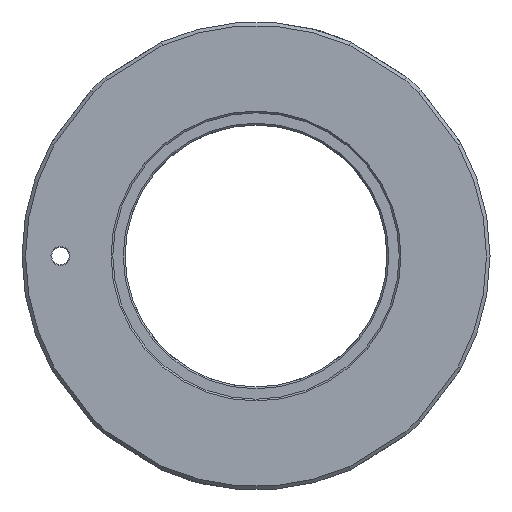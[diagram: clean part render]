
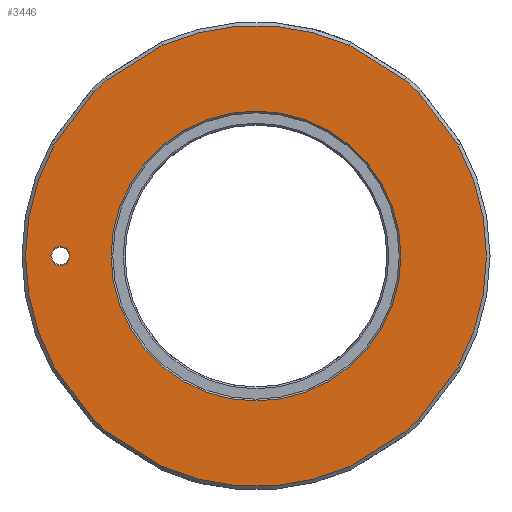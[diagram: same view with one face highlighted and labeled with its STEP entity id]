
A CAD part, front view. The second image highlights one B-rep face of the part: STEP entity #3446.
In plain terms, the highlighted planar face has unit normal (0, -1, 0).
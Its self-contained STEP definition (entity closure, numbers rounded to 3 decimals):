
#167=LINE('',#5216,#336);
#168=LINE('',#5220,#337);
#169=LINE('',#5224,#338);
#170=LINE('',#5228,#339);
#171=LINE('',#5232,#340);
#172=LINE('',#5236,#341);
#173=LINE('',#5240,#342);
#174=LINE('',#5243,#343);
#336=VECTOR('',#4163,10.);
#337=VECTOR('',#4166,10.);
#338=VECTOR('',#4169,10.);
#339=VECTOR('',#4172,10.);
#340=VECTOR('',#4175,10.);
#341=VECTOR('',#4178,10.);
#342=VECTOR('',#4181,10.);
#343=VECTOR('',#4184,10.);
#505=PLANE('',#3710);
#682=FACE_BOUND('',#1087,.T.);
#683=FACE_BOUND('',#1088,.T.);
#831=FACE_OUTER_BOUND('',#1086,.T.);
#1086=EDGE_LOOP('',(#2462,#2463,#2464,#2465,#2466,#2467,#2468,#2469,#2470,
#2471,#2472,#2473,#2474,#2475,#2476,#2477));
#1087=EDGE_LOOP('',(#2478));
#1088=EDGE_LOOP('',(#2479));
#1485=CIRCLE('',#3707,2.7);
#1487=CIRCLE('',#3711,66.);
#1488=CIRCLE('',#3712,66.);
#1489=CIRCLE('',#3713,66.);
#1490=CIRCLE('',#3714,66.);
#1491=CIRCLE('',#3715,66.);
#1492=CIRCLE('',#3716,66.);
#1493=CIRCLE('',#3717,66.);
#1494=CIRCLE('',#3718,66.);
#1495=CIRCLE('',#3719,41.5);
#1659=VERTEX_POINT('',#5206);
#1661=VERTEX_POINT('',#5212);
#1662=VERTEX_POINT('',#5213);
#1663=VERTEX_POINT('',#5215);
#1664=VERTEX_POINT('',#5217);
#1665=VERTEX_POINT('',#5219);
#1666=VERTEX_POINT('',#5221);
#1667=VERTEX_POINT('',#5223);
#1668=VERTEX_POINT('',#5225);
#1669=VERTEX_POINT('',#5227);
#1670=VERTEX_POINT('',#5229);
#1671=VERTEX_POINT('',#5231);
#1672=VERTEX_POINT('',#5233);
#1673=VERTEX_POINT('',#5235);
#1674=VERTEX_POINT('',#5237);
#1675=VERTEX_POINT('',#5239);
#1676=VERTEX_POINT('',#5241);
#1677=VERTEX_POINT('',#5244);
#1998=EDGE_CURVE('',#1659,#1659,#1485,.T.);
#2000=EDGE_CURVE('',#1661,#1662,#1487,.T.);
#2001=EDGE_CURVE('',#1663,#1661,#167,.T.);
#2002=EDGE_CURVE('',#1664,#1663,#1488,.T.);
#2003=EDGE_CURVE('',#1665,#1664,#168,.T.);
#2004=EDGE_CURVE('',#1666,#1665,#1489,.T.);
#2005=EDGE_CURVE('',#1667,#1666,#169,.T.);
#2006=EDGE_CURVE('',#1668,#1667,#1490,.T.);
#2007=EDGE_CURVE('',#1669,#1668,#170,.T.);
#2008=EDGE_CURVE('',#1670,#1669,#1491,.T.);
#2009=EDGE_CURVE('',#1671,#1670,#171,.T.);
#2010=EDGE_CURVE('',#1672,#1671,#1492,.T.);
#2011=EDGE_CURVE('',#1673,#1672,#172,.T.);
#2012=EDGE_CURVE('',#1674,#1673,#1493,.T.);
#2013=EDGE_CURVE('',#1675,#1674,#173,.T.);
#2014=EDGE_CURVE('',#1676,#1675,#1494,.T.);
#2015=EDGE_CURVE('',#1662,#1676,#174,.T.);
#2016=EDGE_CURVE('',#1677,#1677,#1495,.T.);
#2462=ORIENTED_EDGE('',*,*,#2000,.F.);
#2463=ORIENTED_EDGE('',*,*,#2001,.F.);
#2464=ORIENTED_EDGE('',*,*,#2002,.F.);
#2465=ORIENTED_EDGE('',*,*,#2003,.F.);
#2466=ORIENTED_EDGE('',*,*,#2004,.F.);
#2467=ORIENTED_EDGE('',*,*,#2005,.F.);
#2468=ORIENTED_EDGE('',*,*,#2006,.F.);
#2469=ORIENTED_EDGE('',*,*,#2007,.F.);
#2470=ORIENTED_EDGE('',*,*,#2008,.F.);
#2471=ORIENTED_EDGE('',*,*,#2009,.F.);
#2472=ORIENTED_EDGE('',*,*,#2010,.F.);
#2473=ORIENTED_EDGE('',*,*,#2011,.F.);
#2474=ORIENTED_EDGE('',*,*,#2012,.F.);
#2475=ORIENTED_EDGE('',*,*,#2013,.F.);
#2476=ORIENTED_EDGE('',*,*,#2014,.F.);
#2477=ORIENTED_EDGE('',*,*,#2015,.F.);
#2478=ORIENTED_EDGE('',*,*,#2016,.F.);
#2479=ORIENTED_EDGE('',*,*,#1998,.F.);
#3446=ADVANCED_FACE('',(#831,#682,#683),#505,.F.);
#3707=AXIS2_PLACEMENT_3D('',#5207,#4153,#4154);
#3710=AXIS2_PLACEMENT_3D('',#5211,#4159,#4160);
#3711=AXIS2_PLACEMENT_3D('',#5214,#4161,#4162);
#3712=AXIS2_PLACEMENT_3D('',#5218,#4164,#4165);
#3713=AXIS2_PLACEMENT_3D('',#5222,#4167,#4168);
#3714=AXIS2_PLACEMENT_3D('',#5226,#4170,#4171);
#3715=AXIS2_PLACEMENT_3D('',#5230,#4173,#4174);
#3716=AXIS2_PLACEMENT_3D('',#5234,#4176,#4177);
#3717=AXIS2_PLACEMENT_3D('',#5238,#4179,#4180);
#3718=AXIS2_PLACEMENT_3D('',#5242,#4182,#4183);
#3719=AXIS2_PLACEMENT_3D('',#5245,#4185,#4186);
#4153=DIRECTION('center_axis',(0.,-1.,0.));
#4154=DIRECTION('ref_axis',(-1.,0.,0.));
#4159=DIRECTION('center_axis',(0.,1.,0.));
#4160=DIRECTION('ref_axis',(0.,0.,1.));
#4161=DIRECTION('center_axis',(0.,1.,0.));
#4162=DIRECTION('ref_axis',(-1.,0.,0.));
#4163=DIRECTION('',(0.602,0.,0.799));
#4164=DIRECTION('center_axis',(0.,1.,0.));
#4165=DIRECTION('ref_axis',(-1.,0.,0.));
#4166=DIRECTION('',(-0.602,0.,0.799));
#4167=DIRECTION('center_axis',(0.,1.,0.));
#4168=DIRECTION('ref_axis',(-1.,0.,0.));
#4169=DIRECTION('',(-0.848,0.,0.53));
#4170=DIRECTION('center_axis',(0.,1.,0.));
#4171=DIRECTION('ref_axis',(1.,0.,0.));
#4172=DIRECTION('',(-0.848,0.,-0.53));
#4173=DIRECTION('center_axis',(0.,1.,0.));
#4174=DIRECTION('ref_axis',(1.,0.,0.));
#4175=DIRECTION('',(-0.602,0.,-0.799));
#4176=DIRECTION('center_axis',(0.,1.,0.));
#4177=DIRECTION('ref_axis',(1.,0.,0.));
#4178=DIRECTION('',(0.602,0.,-0.799));
#4179=DIRECTION('center_axis',(0.,1.,0.));
#4180=DIRECTION('ref_axis',(1.,0.,0.));
#4181=DIRECTION('',(0.848,0.,-0.53));
#4182=DIRECTION('center_axis',(0.,1.,0.));
#4183=DIRECTION('ref_axis',(1.,0.,0.));
#4184=DIRECTION('',(0.848,0.,0.53));
#4185=DIRECTION('center_axis',(0.,-1.,0.));
#4186=DIRECTION('ref_axis',(-1.,0.,0.));
#5206=CARTESIAN_POINT('',(-53.3,-22.,0.));
#5207=CARTESIAN_POINT('Origin',(-56.,-22.,0.));
#5211=CARTESIAN_POINT('Origin',(-38.751,-22.,0.));
#5212=CARTESIAN_POINT('',(-46.495,-22.,46.842));
#5213=CARTESIAN_POINT('',(-42.612,-22.,50.401));
#5214=CARTESIAN_POINT('Origin',(0.,-22.,0.));
#5215=CARTESIAN_POINT('',(-57.844,-22.,31.782));
#5216=CARTESIAN_POINT('',(-59.187,-22.,30.));
#5217=CARTESIAN_POINT('',(-57.844,-22.,-31.782));
#5218=CARTESIAN_POINT('Origin',(0.,-22.,0.));
#5219=CARTESIAN_POINT('',(-46.495,-22.,-46.842));
#5220=CARTESIAN_POINT('',(-59.187,-22.,-30.));
#5221=CARTESIAN_POINT('',(-42.612,-22.,-50.401));
#5222=CARTESIAN_POINT('Origin',(0.,-22.,0.));
#5223=CARTESIAN_POINT('',(-26.62,-22.,-60.393));
#5224=CARTESIAN_POINT('',(-48.551,-22.,-46.69));
#5225=CARTESIAN_POINT('',(26.62,-22.,-60.393));
#5226=CARTESIAN_POINT('Origin',(0.,-22.,0.));
#5227=CARTESIAN_POINT('',(42.612,-22.,-50.401));
#5228=CARTESIAN_POINT('',(20.681,-22.,-64.105));
#5229=CARTESIAN_POINT('',(46.495,-22.,-46.842));
#5230=CARTESIAN_POINT('Origin',(0.,-22.,0.));
#5231=CARTESIAN_POINT('',(57.844,-22.,-31.782));
#5232=CARTESIAN_POINT('',(45.152,-22.,-48.625));
#5233=CARTESIAN_POINT('',(57.844,-22.,31.782));
#5234=CARTESIAN_POINT('Origin',(0.,-22.,0.));
#5235=CARTESIAN_POINT('',(46.495,-22.,46.842));
#5236=CARTESIAN_POINT('',(45.152,-22.,48.625));
#5237=CARTESIAN_POINT('',(42.612,-22.,50.401));
#5238=CARTESIAN_POINT('Origin',(0.,-22.,0.));
#5239=CARTESIAN_POINT('',(26.62,-22.,60.393));
#5240=CARTESIAN_POINT('',(20.681,-22.,64.105));
#5241=CARTESIAN_POINT('',(-26.62,-22.,60.393));
#5242=CARTESIAN_POINT('Origin',(0.,-22.,0.));
#5243=CARTESIAN_POINT('',(-48.551,-22.,46.69));
#5244=CARTESIAN_POINT('',(41.5,-22.,0.));
#5245=CARTESIAN_POINT('Origin',(0.,-22.,0.));
